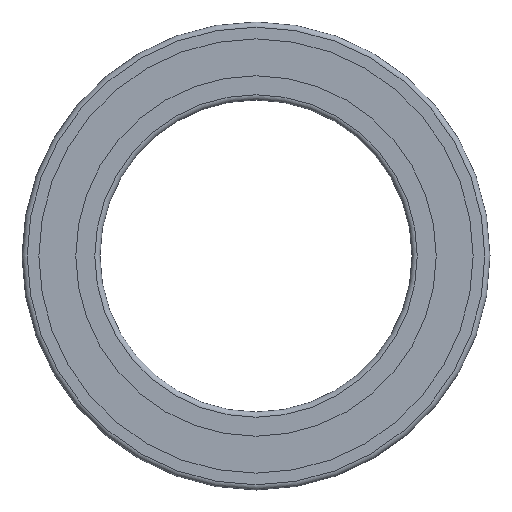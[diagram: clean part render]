
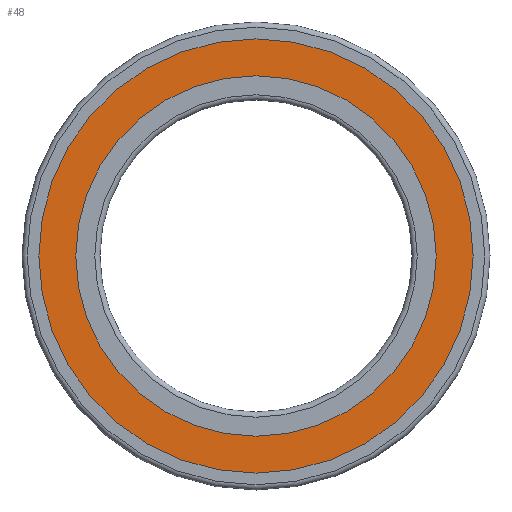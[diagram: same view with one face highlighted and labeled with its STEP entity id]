
A CAD part, left-side view. The second image highlights one B-rep face of the part: STEP entity #48.
In plain terms, the highlighted planar face has unit normal (-1, 0, 0).
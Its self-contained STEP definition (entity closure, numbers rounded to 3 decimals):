
#48 = ADVANCED_FACE( '', ( #105, #106 ), #107, .T. );
#105 = FACE_BOUND( '', #176, .T. );
#106 = FACE_OUTER_BOUND( '', #177, .T. );
#107 = PLANE( '', #178 );
#176 = EDGE_LOOP( '', ( #249 ) );
#177 = EDGE_LOOP( '', ( #250 ) );
#178 = AXIS2_PLACEMENT_3D( '', #251, #252, #253 );
#249 = ORIENTED_EDGE( '', *, *, #333, .T. );
#250 = ORIENTED_EDGE( '', *, *, #330, .F. );
#251 = CARTESIAN_POINT( '', ( 0.2, 8.35, 0. ) );
#252 = DIRECTION( '', ( -1., 0., 0. ) );
#253 = DIRECTION( '', ( 0., 0., 1. ) );
#330 = EDGE_CURVE( '', #368, #368, #369, .T. );
#333 = EDGE_CURVE( '', #373, #373, #374, .T. );
#368 = VERTEX_POINT( '', #416 );
#369 = CIRCLE( '', #417, 8.35 );
#373 = VERTEX_POINT( '', #421 );
#374 = CIRCLE( '', #422, 6.93 );
#416 = CARTESIAN_POINT( '', ( 0.2, 0., -8.35 ) );
#417 = AXIS2_PLACEMENT_3D( '', #466, #467, #468 );
#421 = CARTESIAN_POINT( '', ( 0.2, 0., -6.93 ) );
#422 = AXIS2_PLACEMENT_3D( '', #472, #473, #474 );
#466 = CARTESIAN_POINT( '', ( 0.2, 0., 0. ) );
#467 = DIRECTION( '', ( 1., 0., 0. ) );
#468 = DIRECTION( '', ( 0., 0., -1. ) );
#472 = CARTESIAN_POINT( '', ( 0.2, 0., 0. ) );
#473 = DIRECTION( '', ( 1., 0., 0. ) );
#474 = DIRECTION( '', ( 0., 0., -1. ) );
